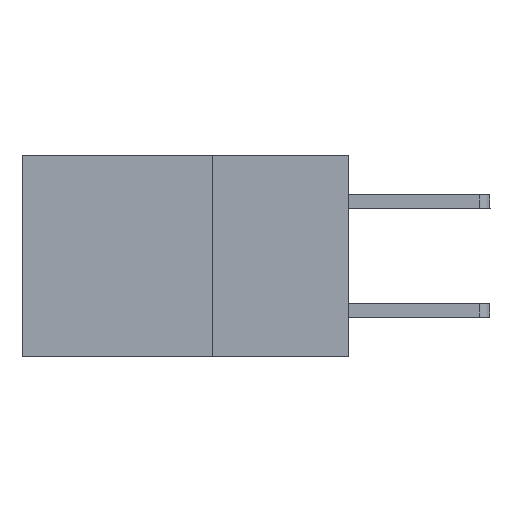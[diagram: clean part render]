
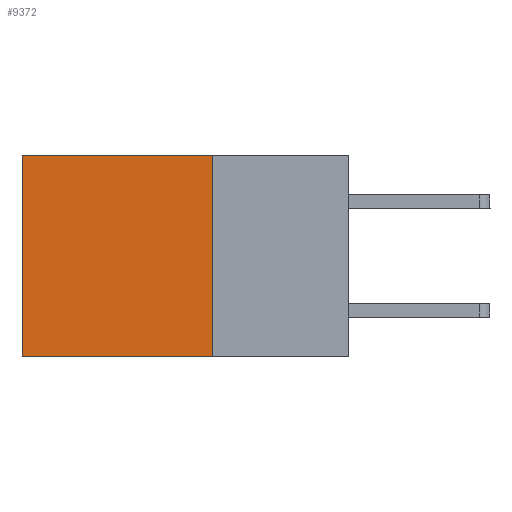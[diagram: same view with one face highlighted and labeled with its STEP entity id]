
A CAD part, left-side view. The second image highlights one B-rep face of the part: STEP entity #9372.
In plain terms, the highlighted planar face has unit normal (-1, 0, 0).
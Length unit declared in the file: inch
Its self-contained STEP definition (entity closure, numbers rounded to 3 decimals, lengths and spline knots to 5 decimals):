
#114 = LINE ( 'NONE', #5206, #2944 ) ;
#120 = VERTEX_POINT ( 'NONE', #7516 ) ;
#346 = LINE ( 'NONE', #3846, #4575 ) ;
#385 = ORIENTED_EDGE ( 'NONE', *, *, #8973, .F. ) ;
#585 = VECTOR ( 'NONE', #4622, 39.37008 ) ;
#1118 = EDGE_LOOP ( 'NONE', ( #7680, #9119, #385, #3270 ) ) ;
#1595 = DIRECTION ( 'NONE',  ( 1., 0., 0. ) ) ;
#2512 = DIRECTION ( 'NONE',  ( 0., 0., -1. ) ) ;
#2944 = VECTOR ( 'NONE', #8147, 39.37008 ) ;
#3270 = ORIENTED_EDGE ( 'NONE', *, *, #6024, .T. ) ;
#3793 = FACE_OUTER_BOUND ( 'NONE', #1118, .T. ) ;
#3846 = CARTESIAN_POINT ( 'NONE',  ( 0.2615, 0.6, -0.37 ) ) ;
#4407 = VERTEX_POINT ( 'NONE', #7023 ) ;
#4575 = VECTOR ( 'NONE', #2512, 39.37008 ) ;
#4622 = DIRECTION ( 'NONE',  ( 0., 1., 0. ) ) ;
#4626 = VERTEX_POINT ( 'NONE', #4781 ) ;
#4692 = CARTESIAN_POINT ( 'NONE',  ( 0.2615, 0.25, 0. ) ) ;
#4781 = CARTESIAN_POINT ( 'NONE',  ( 0.2615, 0.6, 0. ) ) ;
#5060 = LINE ( 'NONE', #8348, #585 ) ;
#5206 = CARTESIAN_POINT ( 'NONE',  ( 0.2615, 0.25, -0.37 ) ) ;
#5438 = EDGE_CURVE ( 'NONE', #4407, #120, #5060, .T. ) ;
#5949 = EDGE_CURVE ( 'NONE', #4626, #120, #346, .T. ) ;
#6006 = AXIS2_PLACEMENT_3D ( 'NONE', #8182, #1595, #7560 ) ;
#6024 = EDGE_CURVE ( 'NONE', #8032, #4626, #8959, .T. ) ;
#6920 = DIRECTION ( 'NONE',  ( 0., 1., 0. ) ) ;
#7023 = CARTESIAN_POINT ( 'NONE',  ( 0.2615, 0.25, -0.37 ) ) ;
#7516 = CARTESIAN_POINT ( 'NONE',  ( 0.2615, 0.6, -0.37 ) ) ;
#7560 = DIRECTION ( 'NONE',  ( 0., 0., -1. ) ) ;
#7680 = ORIENTED_EDGE ( 'NONE', *, *, #5949, .T. ) ;
#8032 = VERTEX_POINT ( 'NONE', #9029 ) ;
#8115 = VECTOR ( 'NONE', #6920, 39.37008 ) ;
#8147 = DIRECTION ( 'NONE',  ( 0., 0., -1. ) ) ;
#8182 = CARTESIAN_POINT ( 'NONE',  ( 0.2615, 0.25, -0.37 ) ) ;
#8348 = CARTESIAN_POINT ( 'NONE',  ( 0.2615, 0.25, -0.37 ) ) ;
#8901 = PLANE ( 'NONE',  #6006 ) ;
#8959 = LINE ( 'NONE', #4692, #8115 ) ;
#8973 = EDGE_CURVE ( 'NONE', #8032, #4407, #114, .T. ) ;
#9029 = CARTESIAN_POINT ( 'NONE',  ( 0.2615, 0.25, 0. ) ) ;
#9119 = ORIENTED_EDGE ( 'NONE', *, *, #5438, .F. ) ;
#9372 = ADVANCED_FACE ( 'NONE', ( #3793 ), #8901, .F. ) ;
